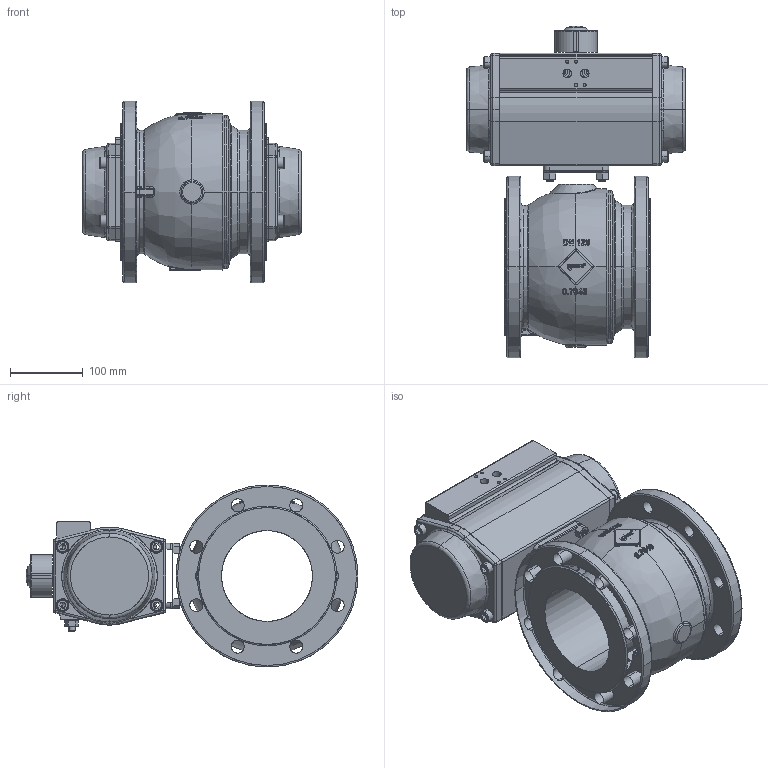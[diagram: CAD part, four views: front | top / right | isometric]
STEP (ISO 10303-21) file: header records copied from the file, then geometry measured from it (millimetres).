
FILE_DESCRIPTION (( 'STEP AP214' ), '1' );
FILE_NAME ('PK04_DN125 (PK04010012).STEP', '2022-04-08T08:50:59', ( '' ), ( '' ), 'SwSTEP 2.0', 'SolidWorks 2021', '' );
FILE_SCHEMA (( 'AUTOMOTIVE_DESIGN' ));
Length unit declared in the file: metre
Products named in the file (1): PK04_DN125 (PK04010012)
Bounding box: 301 x 456.19 x 250 mm (x, y, z)
Surface area: 592009.1 mm2 (no closed solid volume)
Topology: 0 solids, 732 shells, 861 faces, 4241 edges, 4028 vertices
Faces by surface type: plane 286, cylinder 248, bspline 215, cone 93, torus 15, sphere 4
Entity records: 86948 total; most frequent: CARTESIAN_POINT 47005, DIRECTION 5672, ORIENTED_EDGE 4396, EDGE_CURVE 4201, VERTEX_POINT 4023, AXIS2_PLACEMENT_3D 2003, VECTOR 1666, LINE 1666
